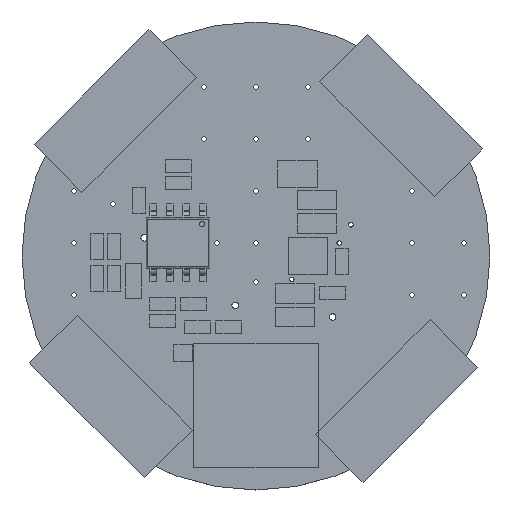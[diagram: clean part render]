
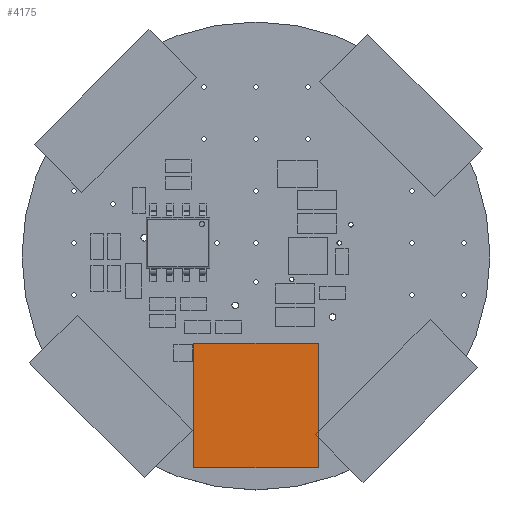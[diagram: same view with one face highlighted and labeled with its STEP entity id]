
A CAD part, top view. The second image highlights one B-rep face of the part: STEP entity #4175.
In plain terms, the highlighted planar face has unit normal (0, 0, 1).
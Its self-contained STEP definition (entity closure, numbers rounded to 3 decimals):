
#254=PLANE('',#4601);
#440=FACE_OUTER_BOUND('',#738,.T.);
#738=EDGE_LOOP('',(#3054,#3055,#3056,#3057));
#959=LINE('',#6373,#1364);
#962=LINE('',#6379,#1367);
#965=LINE('',#6385,#1370);
#968=LINE('',#6389,#1373);
#1364=VECTOR('',#5197,10.);
#1367=VECTOR('',#5202,10.);
#1370=VECTOR('',#5207,10.);
#1373=VECTOR('',#5212,10.);
#1953=VERTEX_POINT('',#6370);
#1954=VERTEX_POINT('',#6372);
#1956=VERTEX_POINT('',#6378);
#1958=VERTEX_POINT('',#6384);
#2353=EDGE_CURVE('',#1954,#1953,#959,.T.);
#2356=EDGE_CURVE('',#1956,#1954,#962,.T.);
#2359=EDGE_CURVE('',#1958,#1956,#965,.T.);
#2362=EDGE_CURVE('',#1953,#1958,#968,.T.);
#3054=ORIENTED_EDGE('',*,*,#2362,.T.);
#3055=ORIENTED_EDGE('',*,*,#2359,.T.);
#3056=ORIENTED_EDGE('',*,*,#2356,.T.);
#3057=ORIENTED_EDGE('',*,*,#2353,.T.);
#4175=ADVANCED_FACE('',(#440),#254,.T.);
#4601=AXIS2_PLACEMENT_3D('',#6390,#5213,#5214);
#5197=DIRECTION('',(-1.,0.,0.));
#5202=DIRECTION('',(0.,1.,0.));
#5207=DIRECTION('',(1.,0.,0.));
#5212=DIRECTION('',(0.,-1.,0.));
#5213=DIRECTION('center_axis',(0.,0.,1.));
#5214=DIRECTION('ref_axis',(1.,0.,0.));
#6370=CARTESIAN_POINT('',(-4.801,4.801,0.1));
#6372=CARTESIAN_POINT('',(4.801,4.801,0.1));
#6373=CARTESIAN_POINT('',(4.801,4.801,0.1));
#6378=CARTESIAN_POINT('',(4.801,-4.801,0.1));
#6379=CARTESIAN_POINT('',(4.801,-4.801,0.1));
#6384=CARTESIAN_POINT('',(-4.801,-4.801,0.1));
#6385=CARTESIAN_POINT('',(-4.801,-4.801,0.1));
#6389=CARTESIAN_POINT('',(-4.801,4.801,0.1));
#6390=CARTESIAN_POINT('Origin',(0.,0.,0.1));
